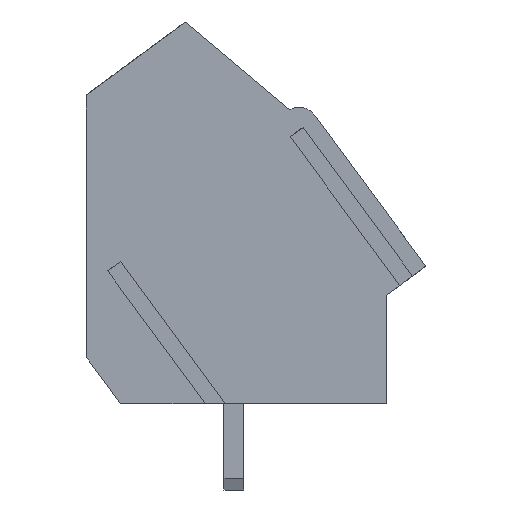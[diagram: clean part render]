
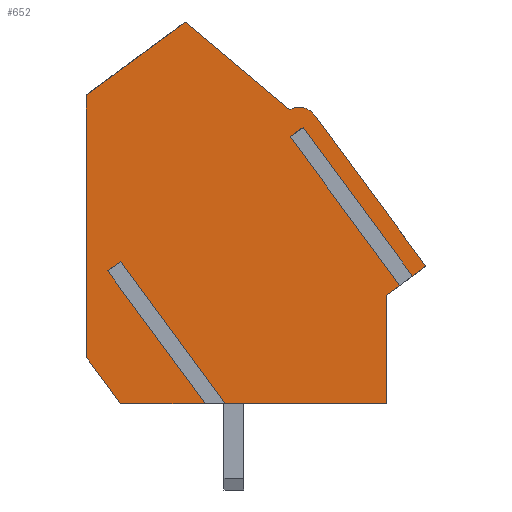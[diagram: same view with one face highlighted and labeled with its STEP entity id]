
A CAD part, left-side view. The second image highlights one B-rep face of the part: STEP entity #652.
In plain terms, the highlighted planar face has unit normal (-1, 0, 0).
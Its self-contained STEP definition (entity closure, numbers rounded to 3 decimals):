
#652=ADVANCED_FACE('',(#3328),#3330,.T.);
#3328=FACE_BOUND('',#3329,.T.);
#3329=EDGE_LOOP('',(#5551,#5552,#5553,#5554,#5555,#5556,#5557,#5558,#5559,#5560,
#5561,#5562,#5563,#5564,#5565,#5566,#5567));
#3330=PLANE('',#3331);
#3331=AXIS2_PLACEMENT_3D('',#3332,#3333,#3334);
#3332=CARTESIAN_POINT('',(-2.5,0.,0.));
#3333=DIRECTION('',(-1.,0.,0.));
#3334=DIRECTION('',(0.,0.,-1.));
#5551=ORIENTED_EDGE('',*,*,#7131,.T.);
#5552=ORIENTED_EDGE('',*,*,#7132,.T.);
#5553=ORIENTED_EDGE('',*,*,#7133,.T.);
#5554=ORIENTED_EDGE('',*,*,#7092,.T.);
#5555=ORIENTED_EDGE('',*,*,#7134,.T.);
#5556=ORIENTED_EDGE('',*,*,#7135,.T.);
#5557=ORIENTED_EDGE('',*,*,#7136,.T.);
#5558=ORIENTED_EDGE('',*,*,#7130,.T.);
#5559=ORIENTED_EDGE('',*,*,#7137,.T.);
#5560=ORIENTED_EDGE('',*,*,#7138,.T.);
#5561=ORIENTED_EDGE('',*,*,#7139,.T.);
#5562=ORIENTED_EDGE('',*,*,#7140,.T.);
#5563=ORIENTED_EDGE('',*,*,#7141,.T.);
#5564=ORIENTED_EDGE('',*,*,#7142,.T.);
#5565=ORIENTED_EDGE('',*,*,#7143,.T.);
#5566=ORIENTED_EDGE('',*,*,#7144,.T.);
#5567=ORIENTED_EDGE('',*,*,#7145,.T.);
#7092=EDGE_CURVE('',#7876,#7874,#7877,.T.);
#7130=EDGE_CURVE('',#7869,#7950,#7952,.T.);
#7131=EDGE_CURVE('',#7953,#7954,#7955,.F.);
#7132=EDGE_CURVE('',#7954,#7956,#7957,.T.);
#7133=EDGE_CURVE('',#7956,#7876,#7958,.T.);
#7134=EDGE_CURVE('',#7874,#7959,#7960,.F.);
#7135=EDGE_CURVE('',#7959,#7961,#7962,.T.);
#7136=EDGE_CURVE('',#7961,#7869,#7963,.F.);
#7137=EDGE_CURVE('',#7950,#7964,#7965,.T.);
#7138=EDGE_CURVE('',#7964,#7966,#7967,.T.);
#7139=EDGE_CURVE('',#7966,#7968,#7969,.T.);
#7140=EDGE_CURVE('',#7968,#7970,#7971,.T.);
#7141=EDGE_CURVE('',#7970,#7972,#7973,.T.);
#7142=EDGE_CURVE('',#7972,#7974,#7975,.T.);
#7143=EDGE_CURVE('',#7974,#7976,#7977,.T.);
#7144=EDGE_CURVE('',#7976,#7978,#7979,.F.);
#7145=EDGE_CURVE('',#7978,#7953,#7980,.T.);
#7869=VERTEX_POINT('',#9158);
#7874=VERTEX_POINT('',#9167);
#7876=VERTEX_POINT('',#9171);
#7877=LINE('',#9172,#9173);
#7950=VERTEX_POINT('',#9319);
#7952=LINE('',#9323,#9324);
#7953=VERTEX_POINT('',#9326);
#7954=VERTEX_POINT('',#9327);
#7955=LINE('',#9328,#9329);
#7956=VERTEX_POINT('',#9331);
#7957=LINE('',#9332,#9333);
#7958=LINE('',#9335,#9336);
#7959=VERTEX_POINT('',#9338);
#7960=LINE('',#9339,#9340);
#7961=VERTEX_POINT('',#9342);
#7962=LINE('',#9343,#9344);
#7963=LINE('',#9346,#9347);
#7964=VERTEX_POINT('',#9349);
#7965=LINE('',#9350,#9351);
#7966=VERTEX_POINT('',#9353);
#7967=CIRCLE('',#9354,0.8);
#7968=VERTEX_POINT('',#9358);
#7969=LINE('',#9359,#9360);
#7970=VERTEX_POINT('',#9362);
#7971=LINE('',#9363,#9364);
#7972=VERTEX_POINT('',#9366);
#7973=LINE('',#9367,#9368);
#7974=VERTEX_POINT('',#9370);
#7975=LINE('',#9371,#9372);
#7976=VERTEX_POINT('',#9374);
#7977=LINE('',#9375,#9376);
#7978=VERTEX_POINT('',#9378);
#7979=LINE('',#9379,#9380);
#7980=LINE('',#9382,#9383);
#9158=CARTESIAN_POINT('',(-2.5,-7.256,5.185));
#9167=CARTESIAN_POINT('',(-2.5,-6.732,4.8));
#9171=CARTESIAN_POINT('',(-2.5,-6.189,4.4));
#9172=CARTESIAN_POINT('',(-2.5,-6.189,4.4));
#9173=VECTOR('',#9174,1.);
#9174=DIRECTION('',(0.,-0.806,0.592));
#9319=CARTESIAN_POINT('',(-2.5,-7.8,5.585));
#9323=CARTESIAN_POINT('',(-2.5,-7.256,5.185));
#9324=VECTOR('',#9325,1.);
#9325=DIRECTION('',(0.,-0.806,0.592));
#9326=CARTESIAN_POINT('',(-2.5,4.599,5.778));
#9327=CARTESIAN_POINT('',(-2.5,0.351,0.));
#9328=CARTESIAN_POINT('',(-2.5,0.351,0.));
#9329=VECTOR('',#9330,1.);
#9330=DIRECTION('',(0.,0.592,0.806));
#9331=CARTESIAN_POINT('',(-2.5,-6.189,0.));
#9332=CARTESIAN_POINT('',(-2.5,0.351,0.));
#9333=VECTOR('',#9334,1.);
#9334=DIRECTION('',(0.,-1.,0.));
#9335=CARTESIAN_POINT('',(-2.5,-6.189,0.));
#9336=VECTOR('',#9337,1.);
#9337=DIRECTION('',(0.,0.,1.));
#9338=CARTESIAN_POINT('',(-2.5,-2.29,10.843));
#9339=CARTESIAN_POINT('',(-2.5,-2.29,10.843));
#9340=VECTOR('',#9341,1.);
#9341=DIRECTION('',(0.,-0.592,-0.806));
#9342=CARTESIAN_POINT('',(-2.5,-2.814,11.228));
#9343=CARTESIAN_POINT('',(-2.5,-2.29,10.843));
#9344=VECTOR('',#9345,1.);
#9345=DIRECTION('',(0.,-0.806,0.592));
#9346=CARTESIAN_POINT('',(-2.5,-7.256,5.185));
#9347=VECTOR('',#9348,1.);
#9348=DIRECTION('',(0.,0.592,0.806));
#9349=CARTESIAN_POINT('',(-2.5,-3.295,11.713));
#9350=CARTESIAN_POINT('',(-2.5,-7.8,5.585));
#9351=VECTOR('',#9352,1.);
#9352=DIRECTION('',(0.,0.592,0.806));
#9353=CARTESIAN_POINT('',(-2.5,-2.261,11.938));
#9354=AXIS2_PLACEMENT_3D('',#9355,#9356,#9357);
#9355=CARTESIAN_POINT('',(-2.5,-2.65,11.239));
#9356=DIRECTION('',(-1.,-0.,-0.));
#9357=DIRECTION('',(0.,-0.806,0.592));
#9358=CARTESIAN_POINT('',(-2.5,1.971,15.5));
#9359=CARTESIAN_POINT('',(-2.5,-2.261,11.938));
#9360=VECTOR('',#9361,1.);
#9361=DIRECTION('',(0.,0.765,0.644));
#9362=CARTESIAN_POINT('',(-2.5,6.,12.538));
#9363=CARTESIAN_POINT('',(-2.5,1.971,15.5));
#9364=VECTOR('',#9365,1.);
#9365=DIRECTION('',(0.,0.806,-0.592));
#9366=CARTESIAN_POINT('',(-2.5,6.,1.902));
#9367=CARTESIAN_POINT('',(-2.5,6.,12.538));
#9368=VECTOR('',#9369,1.);
#9369=DIRECTION('',(0.,0.,-1.));
#9370=CARTESIAN_POINT('',(-2.5,4.602,0.));
#9371=CARTESIAN_POINT('',(-2.5,6.,1.902));
#9372=VECTOR('',#9373,1.);
#9373=DIRECTION('',(0.,-0.592,-0.806));
#9374=CARTESIAN_POINT('',(-2.5,1.158,0.));
#9375=CARTESIAN_POINT('',(-2.5,4.602,0.));
#9376=VECTOR('',#9377,1.);
#9377=DIRECTION('',(0.,-1.,0.));
#9378=CARTESIAN_POINT('',(-2.5,5.122,5.393));
#9379=CARTESIAN_POINT('',(-2.5,5.122,5.393));
#9380=VECTOR('',#9381,1.);
#9381=DIRECTION('',(0.,-0.592,-0.806));
#9382=CARTESIAN_POINT('',(-2.5,5.122,5.393));
#9383=VECTOR('',#9384,1.);
#9384=DIRECTION('',(0.,-0.806,0.592));
